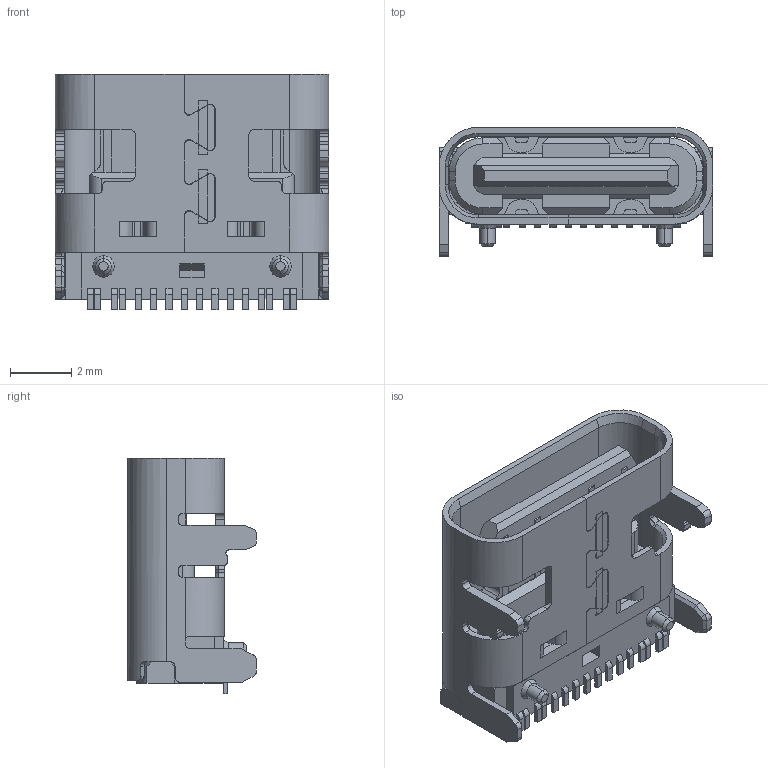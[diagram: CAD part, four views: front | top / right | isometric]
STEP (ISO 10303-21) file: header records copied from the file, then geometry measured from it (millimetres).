
FILE_DESCRIPTION(('CAx-IF Rec.Pracs.---Model Styling and Organization---1.5---2016-08-15','CAx-IF Rec.Pracs.---Geometric and Assembly Validation Properties---4.4---2016-08-17','CAx-IF Rec.Pracs.---User Defined Attributes---1.5---2016-08-15','CAx-IF Rec.Pracs.---External References---2.1---2005-01-19'),'2;1');
FILE_NAME('11331556.step','2022-12-06T01:35:35',('Unspecified'),('Unspecified'),'CAD Exchanger 3.8.1 (cadexchanger.com)','Unspecified','');
FILE_SCHEMA(('AUTOMOTIVE_DESIGN { 1 0 10303 214 1 1 1 1 }'));
Length unit declared in the file: millimetre
Products named in the file (3): USB4105-XX-A_revA; HSG_Ĭȏ; Shell_0.95
Assembly tree (2 placements, depth 2):
  USB4105-XX-A_revA
    HSG_Ĭȏ
    Shell_0.95
Bounding box: 8.94 x 4.21 x 7.7 mm (x, y, z)
Volume: 113.7 mm3; surface area: 484.5 mm2
Topology: 2 solids, 2 shells, 834 faces, 2367 edges, 1533 vertices
Faces by surface type: plane 620, cylinder 161, cone 44, bspline 9
Entity records: 29103 total; most frequent: CARTESIAN_POINT 6750, ORIENTED_EDGE 4734, DIRECTION 3864, EDGE_CURVE 2367, LINE 1798, VECTOR 1798, VERTEX_POINT 1533, AXIS2_PLACEMENT_3D 1033
